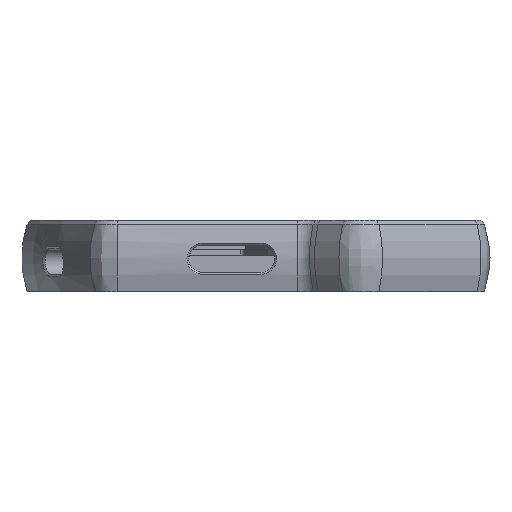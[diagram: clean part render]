
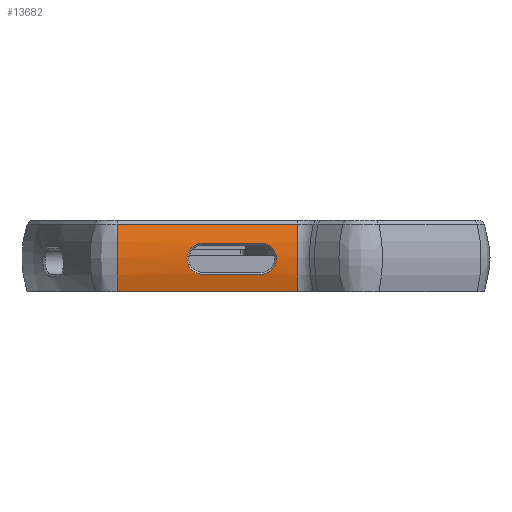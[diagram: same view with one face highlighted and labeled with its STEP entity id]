
A CAD part, left-side view. The second image highlights one B-rep face of the part: STEP entity #13682.
In plain terms, the highlighted cylindrical face has radius 30 mm (diameter 60 mm), a partial arc.
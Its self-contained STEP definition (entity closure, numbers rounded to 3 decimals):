
#56=B_SPLINE_CURVE_WITH_KNOTS('',3,(#22443,#22444,#22445,#22446,#22447,
#22448,#22449,#22450,#22451,#22452,#22453,#22454,#22455,#22456,#22457,#22458,
#22459,#22460),.UNSPECIFIED.,.F.,.F.,(4,1,1,1,1,1,1,1,1,1,1,1,1,1,1,4),
(0.,0.162,0.323,0.328,
0.333,0.343,0.364,0.384,
0.404,0.424,0.444,0.646,
0.808,0.889,0.97,1.131),
 .UNSPECIFIED.);
#58=B_SPLINE_CURVE_WITH_KNOTS('',3,(#22562,#22563,#22564,#22565,#22566,
#22567,#22568,#22569,#22570,#22571,#22572,#22573,#22574,#22575,#22576,#22577,
#22578,#22579),.UNSPECIFIED.,.F.,.F.,(4,1,1,1,1,1,1,1,1,1,1,1,1,1,1,4),
(-1.131,-0.97,-0.808,-0.806,
-0.803,-0.798,-0.788,-0.768,
-0.748,-0.737,-0.727,-0.485,
-0.323,-0.242,-0.162,0.),
 .UNSPECIFIED.);
#284=FACE_BOUND('',#1771,.T.);
#935=FACE_OUTER_BOUND('',#1770,.T.);
#1770=EDGE_LOOP('',(#10848,#10849,#10850,#10851));
#1771=EDGE_LOOP('',(#10852,#10853,#10854,#10855));
#2877=LINE('',#22485,#4105);
#2880=LINE('',#22599,#4108);
#2886=LINE('',#22615,#4114);
#2887=LINE('',#22618,#4115);
#4105=VECTOR('',#17707,10.);
#4108=VECTOR('',#17712,10.);
#4114=VECTOR('',#17728,10.);
#4115=VECTOR('',#17731,10.);
#5117=CIRCLE('',#14847,30.);
#5118=CIRCLE('',#14848,30.);
#6240=VERTEX_POINT('',#22440);
#6241=VERTEX_POINT('',#22442);
#6244=VERTEX_POINT('',#22483);
#6246=VERTEX_POINT('',#22560);
#6249=VERTEX_POINT('',#22611);
#6250=VERTEX_POINT('',#22612);
#6251=VERTEX_POINT('',#22614);
#6252=VERTEX_POINT('',#22616);
#7859=EDGE_CURVE('',#6240,#6241,#56,.T.);
#7863=EDGE_CURVE('',#6244,#6240,#2877,.T.);
#7866=EDGE_CURVE('',#6246,#6244,#58,.T.);
#7868=EDGE_CURVE('',#6241,#6246,#2880,.T.);
#7875=EDGE_CURVE('',#6249,#6250,#5117,.T.);
#7876=EDGE_CURVE('',#6251,#6250,#2886,.T.);
#7877=EDGE_CURVE('',#6252,#6251,#5118,.T.);
#7878=EDGE_CURVE('',#6249,#6252,#2887,.T.);
#10848=ORIENTED_EDGE('',*,*,#7875,.T.);
#10849=ORIENTED_EDGE('',*,*,#7876,.F.);
#10850=ORIENTED_EDGE('',*,*,#7877,.F.);
#10851=ORIENTED_EDGE('',*,*,#7878,.F.);
#10852=ORIENTED_EDGE('',*,*,#7859,.F.);
#10853=ORIENTED_EDGE('',*,*,#7863,.F.);
#10854=ORIENTED_EDGE('',*,*,#7866,.F.);
#10855=ORIENTED_EDGE('',*,*,#7868,.F.);
#13220=CYLINDRICAL_SURFACE('',#14846,30.);
#13682=ADVANCED_FACE('',(#935,#284),#13220,.T.);
#14846=AXIS2_PLACEMENT_3D('',#22610,#17724,#17725);
#14847=AXIS2_PLACEMENT_3D('',#22613,#17726,#17727);
#14848=AXIS2_PLACEMENT_3D('',#22617,#17729,#17730);
#17707=DIRECTION('',(0.,1.,0.));
#17712=DIRECTION('',(0.,-1.,0.));
#17724=DIRECTION('center_axis',(0.,1.,0.));
#17725=DIRECTION('ref_axis',(-0.951,0.,0.308));
#17726=DIRECTION('center_axis',(0.,1.,0.));
#17727=DIRECTION('ref_axis',(-0.951,0.,0.308));
#17728=DIRECTION('',(0.,-1.,0.));
#17729=DIRECTION('center_axis',(0.,1.,0.));
#17730=DIRECTION('ref_axis',(-0.951,0.,0.308));
#17731=DIRECTION('',(0.,1.,0.));
#22440=CARTESIAN_POINT('',(-126.419,25.277,1.746));
#22442=CARTESIAN_POINT('',(-126.348,25.277,-6.745));
#22443=CARTESIAN_POINT('Ctrl Pts',(-126.419,25.277,1.746));
#22444=CARTESIAN_POINT('Ctrl Pts',(-126.419,25.888,1.746));
#22445=CARTESIAN_POINT('Ctrl Pts',(-126.461,27.204,1.456));
#22446=CARTESIAN_POINT('Ctrl Pts',(-126.553,28.221,0.626));
#22447=CARTESIAN_POINT('Ctrl Pts',(-126.594,28.634,0.103));
#22448=CARTESIAN_POINT('Ctrl Pts',(-126.599,28.682,0.041));
#22449=CARTESIAN_POINT('Ctrl Pts',(-126.608,28.764,-0.071));
#22450=CARTESIAN_POINT('Ctrl Pts',(-126.619,28.876,-0.237));
#22451=CARTESIAN_POINT('Ctrl Pts',(-126.633,28.999,-0.444));
#22452=CARTESIAN_POINT('Ctrl Pts',(-126.645,29.11,-0.66));
#22453=CARTESIAN_POINT('Ctrl Pts',(-126.656,29.21,-0.88));
#22454=CARTESIAN_POINT('Ctrl Pts',(-126.694,29.553,-1.798));
#22455=CARTESIAN_POINT('Ctrl Pts',(-126.696,29.653,-3.29));
#22456=CARTESIAN_POINT('Ctrl Pts',(-126.57,28.833,-4.974));
#22457=CARTESIAN_POINT('Ctrl Pts',(-126.474,27.966,-5.829));
#22458=CARTESIAN_POINT('Ctrl Pts',(-126.382,26.874,-6.533));
#22459=CARTESIAN_POINT('Ctrl Pts',(-126.348,25.888,-6.745));
#22460=CARTESIAN_POINT('Ctrl Pts',(-126.348,25.277,-6.745));
#22483=CARTESIAN_POINT('',(-126.419,9.277,1.746));
#22485=CARTESIAN_POINT('',(-126.419,-0.723,1.746));
#22560=CARTESIAN_POINT('',(-126.348,9.277,-6.745));
#22562=CARTESIAN_POINT('Ctrl Pts',(-126.348,9.277,-6.745));
#22563=CARTESIAN_POINT('Ctrl Pts',(-126.348,8.666,-6.745));
#22564=CARTESIAN_POINT('Ctrl Pts',(-126.394,7.35,-6.455));
#22565=CARTESIAN_POINT('Ctrl Pts',(-126.499,6.341,-5.633));
#22566=CARTESIAN_POINT('Ctrl Pts',(-126.548,5.939,-5.127));
#22567=CARTESIAN_POINT('Ctrl Pts',(-126.551,5.914,-5.096));
#22568=CARTESIAN_POINT('Ctrl Pts',(-126.557,5.872,-5.042));
#22569=CARTESIAN_POINT('Ctrl Pts',(-126.567,5.79,-4.93));
#22570=CARTESIAN_POINT('Ctrl Pts',(-126.581,5.679,-4.765));
#22571=CARTESIAN_POINT('Ctrl Pts',(-126.595,5.576,-4.592));
#22572=CARTESIAN_POINT('Ctrl Pts',(-126.606,5.5,-4.45));
#22573=CARTESIAN_POINT('Ctrl Pts',(-126.674,5.03,-3.502));
#22574=CARTESIAN_POINT('Ctrl Pts',(-126.719,4.827,-1.855));
#22575=CARTESIAN_POINT('Ctrl Pts',(-126.611,5.72,-0.03));
#22576=CARTESIAN_POINT('Ctrl Pts',(-126.53,6.588,0.83));
#22577=CARTESIAN_POINT('Ctrl Pts',(-126.45,7.68,1.534));
#22578=CARTESIAN_POINT('Ctrl Pts',(-126.419,8.666,1.746));
#22579=CARTESIAN_POINT('Ctrl Pts',(-126.419,9.277,1.746));
#22599=CARTESIAN_POINT('',(-126.348,-0.723,-6.745));
#22610=CARTESIAN_POINT('Origin',(-96.687,-0.723,-2.25));
#22611=CARTESIAN_POINT('',(-125.225,-0.723,-11.5));
#22612=CARTESIAN_POINT('',(-125.225,-0.723,7.));
#22613=CARTESIAN_POINT('Origin',(-96.687,-0.723,-2.25));
#22614=CARTESIAN_POINT('',(-125.225,48.626,7.));
#22615=CARTESIAN_POINT('',(-125.225,29.723,7.));
#22616=CARTESIAN_POINT('',(-125.225,48.626,-11.5));
#22617=CARTESIAN_POINT('Origin',(-96.687,48.626,-2.25));
#22618=CARTESIAN_POINT('',(-125.225,-0.723,-11.5));
